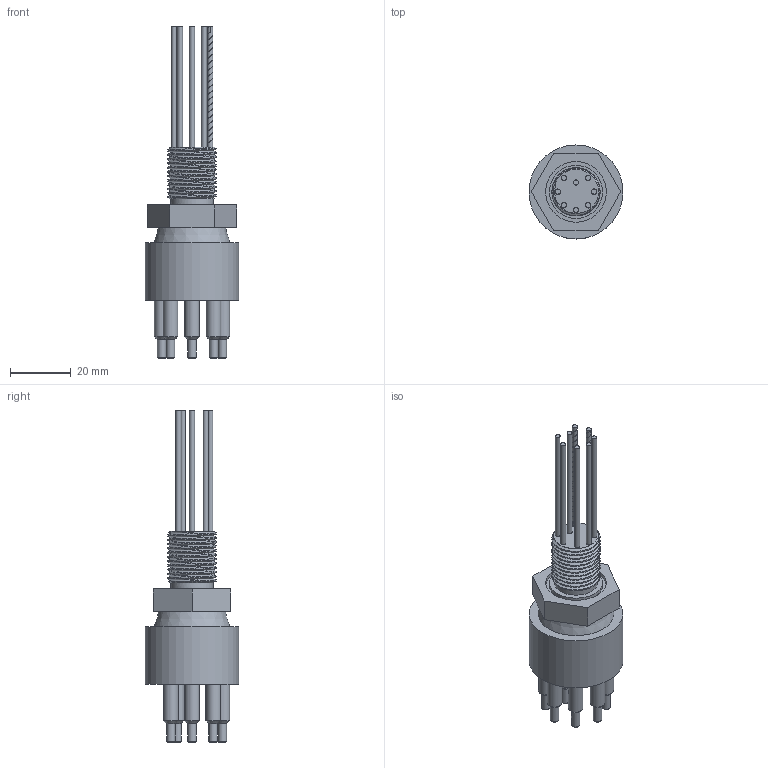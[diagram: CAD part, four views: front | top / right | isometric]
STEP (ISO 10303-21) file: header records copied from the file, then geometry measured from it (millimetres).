
FILE_DESCRIPTION(/* description */ (''),/* implementation_level */ '2;1');
FILE_NAME(/* name */ 'BH8M.stp',/* time_stamp */ '2014-11-20T14:59:15+01:00',/* author */ ('sh'),/* organization */ (''),/* preprocessor_version */ 'ST-DEVELOPER v15.2',/* originating_system */ 'Autodesk Inventor 2014',/* authorisation */ '');
FILE_SCHEMA (('AUTOMOTIVE_DESIGN { 1 0 10303 214 3 1 1 }'));
Length unit declared in the file: millimetre
Products named in the file (1): BH8M
Bounding box: 31 x 31 x 109.5 mm (x, y, z)
Volume: 26913 mm3; surface area: 9933.4 mm2
Topology: 1 solids, 1 shells, 240 faces, 581 edges, 376 vertices
Faces by surface type: plane 102, bspline 88, cylinder 31, cone 19
Full cylindrical faces by diameter (mm): 1.7 x6, 2.8 x8, 4.8 x8, 14.143 x1, 17.5 x1, 20 x1, 31 x1
Entity records: 11226 total; most frequent: CARTESIAN_POINT 6036, ORIENTED_EDGE 1078, DIRECTION 730, EDGE_CURVE 537, VERTEX_POINT 375, EDGE_LOOP 316, LINE 284, VECTOR 284
